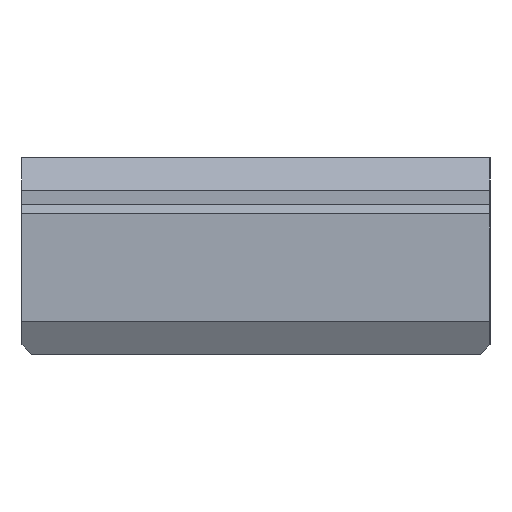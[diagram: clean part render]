
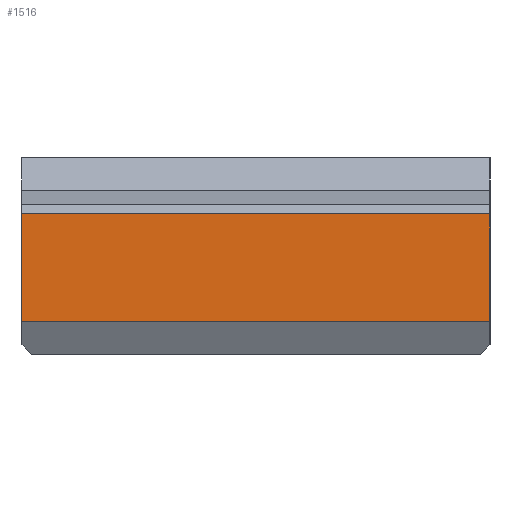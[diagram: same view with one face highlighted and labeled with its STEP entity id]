
A CAD part, left-side view. The second image highlights one B-rep face of the part: STEP entity #1516.
In plain terms, the highlighted planar face has unit normal (-1, 0, 0).
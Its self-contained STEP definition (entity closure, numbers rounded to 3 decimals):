
#158=FACE_OUTER_BOUND('',#250,.T.);
#250=EDGE_LOOP('',(#1377,#1378,#1379,#1380));
#407=LINE('',#2402,#589);
#414=LINE('',#2414,#596);
#425=LINE('',#2451,#607);
#432=LINE('',#2463,#614);
#589=VECTOR('',#1971,10.);
#596=VECTOR('',#1980,10.);
#607=VECTOR('',#2019,10.);
#614=VECTOR('',#2034,10.);
#732=VERTEX_POINT('',#2399);
#733=VERTEX_POINT('',#2401);
#737=VERTEX_POINT('',#2412);
#749=VERTEX_POINT('',#2449);
#929=EDGE_CURVE('',#732,#733,#407,.T.);
#936=EDGE_CURVE('',#737,#732,#414,.T.);
#953=EDGE_CURVE('',#749,#737,#425,.T.);
#960=EDGE_CURVE('',#733,#749,#432,.T.);
#1377=ORIENTED_EDGE('',*,*,#929,.F.);
#1378=ORIENTED_EDGE('',*,*,#936,.F.);
#1379=ORIENTED_EDGE('',*,*,#953,.F.);
#1380=ORIENTED_EDGE('',*,*,#960,.F.);
#1438=PLANE('',#1637);
#1516=ADVANCED_FACE('',(#158),#1438,.T.);
#1637=AXIS2_PLACEMENT_3D('',#2464,#2035,#2036);
#1971=DIRECTION('',(0.,-1.,0.));
#1980=DIRECTION('',(0.,0.,1.));
#2019=DIRECTION('',(0.,1.,0.));
#2034=DIRECTION('',(0.,0.,-1.));
#2035=DIRECTION('center_axis',(-1.,0.,0.));
#2036=DIRECTION('ref_axis',(0.,0.,1.));
#2399=CARTESIAN_POINT('',(0.,10.,16.));
#2401=CARTESIAN_POINT('',(0.,-10.,16.));
#2402=CARTESIAN_POINT('',(0.,0.,16.));
#2412=CARTESIAN_POINT('',(0.,10.,11.386));
#2414=CARTESIAN_POINT('',(0.,10.,18.4));
#2449=CARTESIAN_POINT('',(0.,-10.,11.386));
#2451=CARTESIAN_POINT('',(0.,0.,11.386));
#2463=CARTESIAN_POINT('',(0.,-10.,18.4));
#2464=CARTESIAN_POINT('Origin',(0.,0.,10.));
